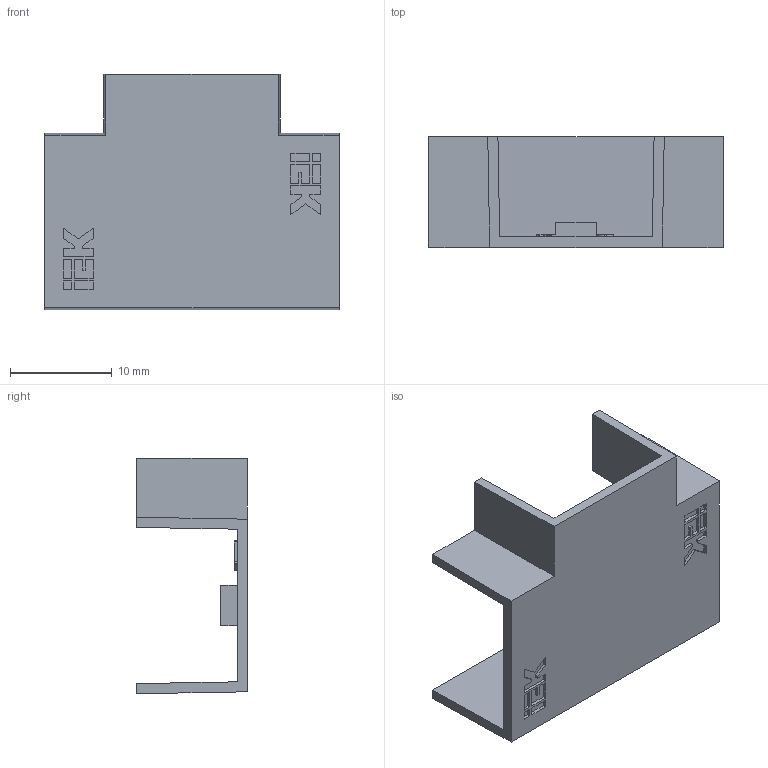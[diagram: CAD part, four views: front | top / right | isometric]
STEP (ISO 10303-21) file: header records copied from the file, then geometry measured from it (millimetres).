
FILE_DESCRIPTION (( 'STEP AP214' ), '1' );
FILE_NAME ('ÊÌÒ 15õ10 (3 î÷åðåäü)_èçì.1.STEP', '2016-06-24T12:01:41', ( '' ), ( '' ), 'SwSTEP 2.0', 'SolidWorks 2014', '' );
FILE_SCHEMA (( 'AUTOMOTIVE_DESIGN' ));
Length unit declared in the file: millimetre
Products named in the file (1): ÊÌÒ 15õ10 (3 î÷åðåäü)_èçì.1
Bounding box: 29 x 10.9 x 23.19 mm (x, y, z)
Volume: 1143.8 mm3; surface area: 2527.7 mm2
Topology: 1 solids, 1 shells, 266 faces, 726 edges, 484 vertices
Faces by surface type: plane 181, bspline 83, cylinder 2
Entity records: 10442 total; most frequent: CARTESIAN_POINT 4232, ORIENTED_EDGE 1452, DIRECTION 932, EDGE_CURVE 726, LINE 556, VECTOR 556, VERTEX_POINT 484, EDGE_LOOP 288
